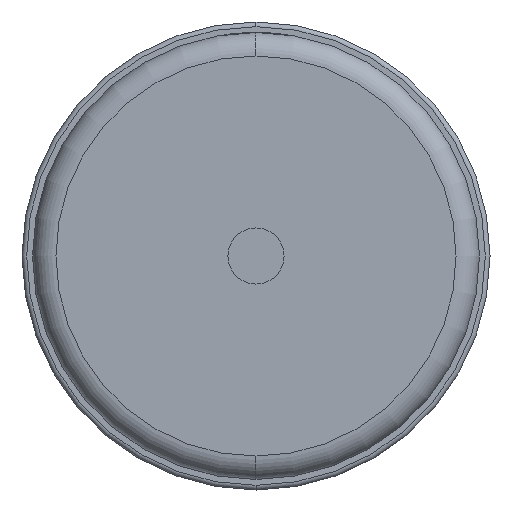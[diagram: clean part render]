
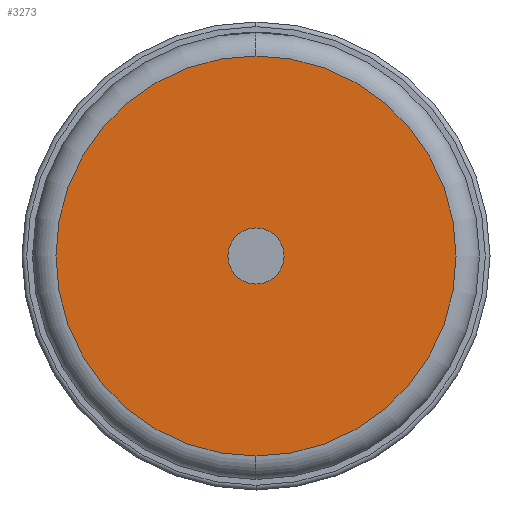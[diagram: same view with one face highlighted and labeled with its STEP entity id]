
A CAD part, left-side view. The second image highlights one B-rep face of the part: STEP entity #3273.
In plain terms, the highlighted planar face has unit normal (-1, 0, 0).
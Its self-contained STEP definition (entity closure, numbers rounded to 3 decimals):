
#38 = CARTESIAN_POINT ( 'NONE',  ( 0., 0., 6. ) ) ;
#312 = ORIENTED_EDGE ( 'NONE', *, *, #3381, .T. ) ;
#336 = DIRECTION ( 'NONE',  ( 0., 0., -1. ) ) ;
#338 = CARTESIAN_POINT ( 'NONE',  ( 0., 0., 0. ) ) ;
#467 = AXIS2_PLACEMENT_3D ( 'NONE', #2615, #1126, #4992 ) ;
#753 = CARTESIAN_POINT ( 'NONE',  ( 0., 0., 0. ) ) ;
#787 = CIRCLE ( 'NONE', #2135, 42.75 ) ;
#935 = AXIS2_PLACEMENT_3D ( 'NONE', #753, #2253, #336 ) ;
#984 = EDGE_CURVE ( 'NONE', #3732, #1723, #2299, .T. ) ;
#1126 = DIRECTION ( 'NONE',  ( -1., 0., 0. ) ) ;
#1157 = DIRECTION ( 'NONE',  ( 0., 0., -1. ) ) ;
#1289 = EDGE_CURVE ( 'NONE', #4823, #1872, #2827, .T. ) ;
#1368 = ORIENTED_EDGE ( 'NONE', *, *, #984, .T. ) ;
#1723 = VERTEX_POINT ( 'NONE', #1851 ) ;
#1851 = CARTESIAN_POINT ( 'NONE',  ( 0., 0., 42.75 ) ) ;
#1854 = FACE_OUTER_BOUND ( 'NONE', #4332, .T. ) ;
#1872 = VERTEX_POINT ( 'NONE', #38 ) ;
#1909 = FACE_BOUND ( 'NONE', #1965, .T. ) ;
#1965 = EDGE_LOOP ( 'NONE', ( #4083, #4838 ) ) ;
#2135 = AXIS2_PLACEMENT_3D ( 'NONE', #2313, #4671, #4733 ) ;
#2253 = DIRECTION ( 'NONE',  ( -1., 0., 0. ) ) ;
#2299 = CIRCLE ( 'NONE', #3447, 42.75 ) ;
#2313 = CARTESIAN_POINT ( 'NONE',  ( 0., 0., 0. ) ) ;
#2366 = CARTESIAN_POINT ( 'NONE',  ( 0., 0., -6. ) ) ;
#2615 = CARTESIAN_POINT ( 'NONE',  ( 0., 0., 0. ) ) ;
#2827 = CIRCLE ( 'NONE', #935, 6. ) ;
#3058 = AXIS2_PLACEMENT_3D ( 'NONE', #3801, #4189, #3812 ) ;
#3273 = ADVANCED_FACE ( 'NONE', ( #1854, #1909 ), #4172, .F. ) ;
#3381 = EDGE_CURVE ( 'NONE', #1723, #3732, #787, .T. ) ;
#3447 = AXIS2_PLACEMENT_3D ( 'NONE', #338, #3822, #1157 ) ;
#3669 = EDGE_CURVE ( 'NONE', #1872, #4823, #4759, .T. ) ;
#3732 = VERTEX_POINT ( 'NONE', #3780 ) ;
#3780 = CARTESIAN_POINT ( 'NONE',  ( 0., 0., -42.75 ) ) ;
#3801 = CARTESIAN_POINT ( 'NONE',  ( 0., 0., 0. ) ) ;
#3812 = DIRECTION ( 'NONE',  ( 0., 0., -1. ) ) ;
#3822 = DIRECTION ( 'NONE',  ( -1., 0., 0. ) ) ;
#4083 = ORIENTED_EDGE ( 'NONE', *, *, #1289, .F. ) ;
#4172 = PLANE ( 'NONE',  #3058 ) ;
#4189 = DIRECTION ( 'NONE',  ( 1., 0., 0. ) ) ;
#4332 = EDGE_LOOP ( 'NONE', ( #1368, #312 ) ) ;
#4671 = DIRECTION ( 'NONE',  ( -1., 0., 0. ) ) ;
#4733 = DIRECTION ( 'NONE',  ( 0., 0., -1. ) ) ;
#4759 = CIRCLE ( 'NONE', #467, 6. ) ;
#4823 = VERTEX_POINT ( 'NONE', #2366 ) ;
#4838 = ORIENTED_EDGE ( 'NONE', *, *, #3669, .F. ) ;
#4992 = DIRECTION ( 'NONE',  ( 0., 0., -1. ) ) ;
